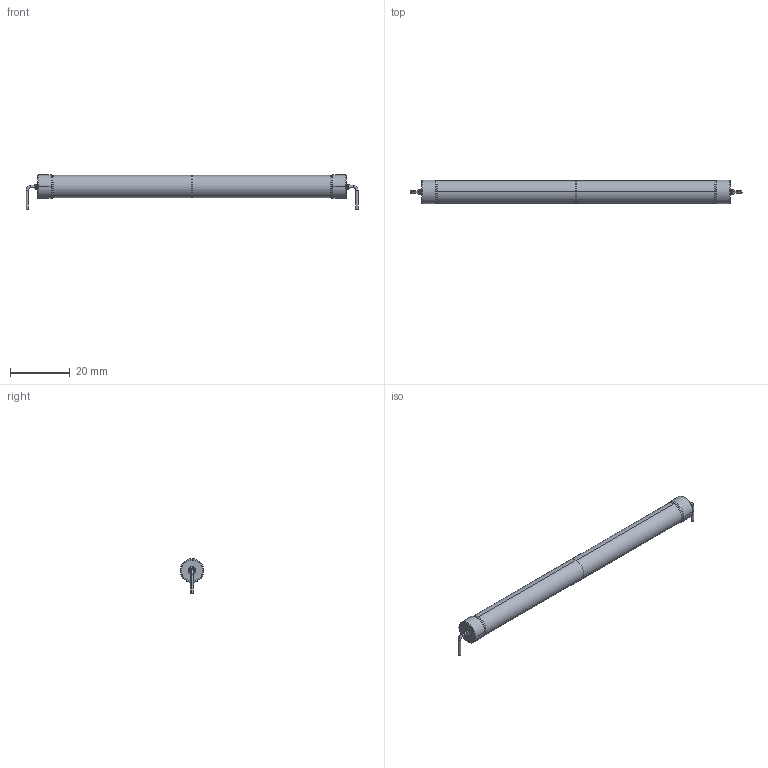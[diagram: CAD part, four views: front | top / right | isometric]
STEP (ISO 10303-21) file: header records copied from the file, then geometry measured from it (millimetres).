
FILE_DESCRIPTION((''),'2;1');
FILE_NAME('RES_VISHAY_ROX400.stp','2014-04-10T16:13:47',(''),(''),'Mechanical Desktop 2011','Mechanical Desktop 2011',', , ');
FILE_SCHEMA(('AUTOMOTIVE_DESIGN { 1 2 10303 214 1 1 1 1 }'));
Length unit declared in the file: millimetre
Products named in the file (1): Product
Bounding box: 110.8 x 7.87 x 11.47 mm (x, y, z)
Volume: 4569.8 mm3; surface area: 3292.4 mm2
Topology: 8 solids, 8 shells, 70 faces, 152 edges, 101 vertices
Faces by surface type: bspline 41, cylinder 14, plane 9, torus 6
Entity records: 2905 total; most frequent: CARTESIAN_POINT 1343, DIRECTION 335, ORIENTED_EDGE 300, AXIS2_PLACEMENT_3D 153, EDGE_CURVE 150, CIRCLE 123, VERTEX_POINT 98, EDGE_LOOP 72
